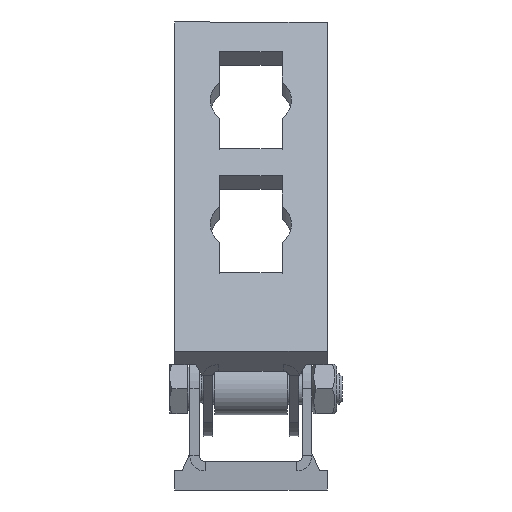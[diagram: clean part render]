
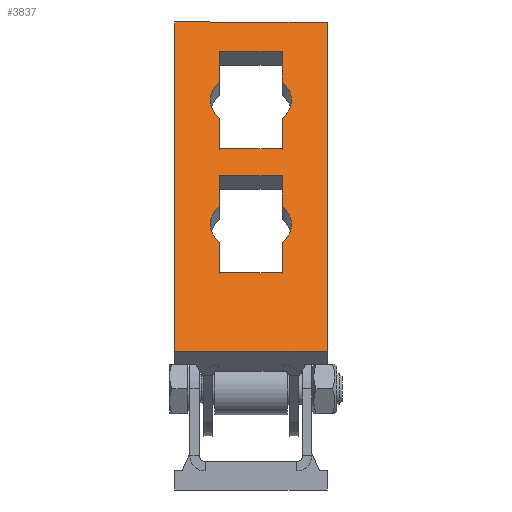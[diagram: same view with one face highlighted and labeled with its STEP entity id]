
A CAD part, left-side view. The second image highlights one B-rep face of the part: STEP entity #3837.
In plain terms, the highlighted planar face has unit normal (-0.707, 0, 0.707).
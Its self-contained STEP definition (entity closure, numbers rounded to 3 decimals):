
#2700=CARTESIAN_POINT('',(-15.077,-20.0,36.399));
#2701=VERTEX_POINT('',#2700);
#2708=CARTESIAN_POINT('',(-15.077,20.0,36.399));
#2709=VERTEX_POINT('',#2708);
#2710=CARTESIAN_POINT('',(-15.077,20.0,36.399));
#2711=DIRECTION('',(0.0,-1.0,0.0));
#2712=VECTOR('',#2711,40.0);
#2713=LINE('',#2710,#2712);
#2714=EDGE_CURVE('',#2709,#2701,#2713,.T.);
#3359=CARTESIAN_POINT('',(30.885,-8.25,82.361));
#3360=VERTEX_POINT('',#3359);
#3367=CARTESIAN_POINT('',(30.885,8.25,82.361));
#3368=VERTEX_POINT('',#3367);
#3369=CARTESIAN_POINT('',(30.885,8.25,82.361));
#3370=DIRECTION('',(0.0,-1.0,0.0));
#3371=VECTOR('',#3370,16.5);
#3372=LINE('',#3369,#3371);
#3373=EDGE_CURVE('',#3368,#3360,#3372,.T.);
#3391=CARTESIAN_POINT('',(22.919,8.25,74.396));
#3392=VERTEX_POINT('',#3391);
#3393=CARTESIAN_POINT('',(22.919,8.25,74.396));
#3394=DIRECTION('',(0.707,0.0,0.707));
#3395=VECTOR('',#3394,11.265);
#3396=LINE('',#3393,#3395);
#3397=EDGE_CURVE('',#3392,#3368,#3396,.T.);
#3415=CARTESIAN_POINT('',(13.395,8.25,64.871));
#3416=VERTEX_POINT('',#3415);
#3417=CARTESIAN_POINT('',(18.157,0.,69.634));
#3418=DIRECTION('',(0.707,0.,-0.707));
#3419=DIRECTION('',(0.447,-0.775,0.447));
#3420=AXIS2_PLACEMENT_3D('',#3417,#3418,#3419);
#3421=CIRCLE('',#3420,10.65);
#3422=EDGE_CURVE('',#3416,#3392,#3421,.T.);
#3440=CARTESIAN_POINT('',(5.429,8.25,56.906));
#3441=VERTEX_POINT('',#3440);
#3442=CARTESIAN_POINT('',(5.429,8.25,56.906));
#3443=DIRECTION('',(0.707,0.0,0.707));
#3444=VECTOR('',#3443,11.265);
#3445=LINE('',#3442,#3444);
#3446=EDGE_CURVE('',#3441,#3416,#3445,.T.);
#3464=CARTESIAN_POINT('',(5.429,-8.25,56.906));
#3465=VERTEX_POINT('',#3464);
#3466=CARTESIAN_POINT('',(5.429,-8.25,56.906));
#3467=DIRECTION('',(0.0,1.0,0.0));
#3468=VECTOR('',#3467,16.5);
#3469=LINE('',#3466,#3468);
#3470=EDGE_CURVE('',#3465,#3441,#3469,.T.);
#3488=CARTESIAN_POINT('',(13.395,-8.25,64.871));
#3489=VERTEX_POINT('',#3488);
#3490=CARTESIAN_POINT('',(13.395,-8.25,64.871));
#3491=DIRECTION('',(-0.707,0.,-0.707));
#3492=VECTOR('',#3491,11.265);
#3493=LINE('',#3490,#3492);
#3494=EDGE_CURVE('',#3489,#3465,#3493,.T.);
#3512=CARTESIAN_POINT('',(22.919,-8.25,74.396));
#3513=VERTEX_POINT('',#3512);
#3514=CARTESIAN_POINT('',(18.157,0.,69.634));
#3515=DIRECTION('',(0.707,0.,-0.707));
#3516=DIRECTION('',(-0.447,0.775,-0.447));
#3517=AXIS2_PLACEMENT_3D('',#3514,#3515,#3516);
#3518=CIRCLE('',#3517,10.65);
#3519=EDGE_CURVE('',#3513,#3489,#3518,.T.);
#3537=CARTESIAN_POINT('',(30.885,-8.25,82.361));
#3538=DIRECTION('',(-0.707,0.0,-0.707));
#3539=VECTOR('',#3538,11.265);
#3540=LINE('',#3537,#3539);
#3541=EDGE_CURVE('',#3360,#3513,#3540,.T.);
#3553=CARTESIAN_POINT('',(37.956,-8.25,89.433));
#3554=VERTEX_POINT('',#3553);
#3561=CARTESIAN_POINT('',(45.921,-8.25,97.398));
#3562=VERTEX_POINT('',#3561);
#3563=CARTESIAN_POINT('',(45.921,-8.25,97.398));
#3564=DIRECTION('',(-0.707,0.,-0.707));
#3565=VECTOR('',#3564,11.265);
#3566=LINE('',#3563,#3565);
#3567=EDGE_CURVE('',#3562,#3554,#3566,.T.);
#3585=CARTESIAN_POINT('',(55.446,-8.25,106.923));
#3586=VERTEX_POINT('',#3585);
#3587=CARTESIAN_POINT('',(50.684,0.,102.16));
#3588=DIRECTION('',(0.707,0.,-0.707));
#3589=DIRECTION('',(0.447,-0.775,0.447));
#3590=AXIS2_PLACEMENT_3D('',#3587,#3588,#3589);
#3591=CIRCLE('',#3590,10.65);
#3592=EDGE_CURVE('',#3586,#3562,#3591,.T.);
#3610=CARTESIAN_POINT('',(63.412,-8.25,114.888));
#3611=VERTEX_POINT('',#3610);
#3612=CARTESIAN_POINT('',(63.412,-8.25,114.888));
#3613=DIRECTION('',(-0.707,0.0,-0.707));
#3614=VECTOR('',#3613,11.265);
#3615=LINE('',#3612,#3614);
#3616=EDGE_CURVE('',#3611,#3586,#3615,.T.);
#3634=CARTESIAN_POINT('',(63.412,8.25,114.888));
#3635=VERTEX_POINT('',#3634);
#3636=CARTESIAN_POINT('',(63.412,8.25,114.888));
#3637=DIRECTION('',(0.0,-1.0,0.0));
#3638=VECTOR('',#3637,16.5);
#3639=LINE('',#3636,#3638);
#3640=EDGE_CURVE('',#3635,#3611,#3639,.T.);
#3658=CARTESIAN_POINT('',(55.446,8.25,106.923));
#3659=VERTEX_POINT('',#3658);
#3660=CARTESIAN_POINT('',(55.446,8.25,106.923));
#3661=DIRECTION('',(0.707,0.0,0.707));
#3662=VECTOR('',#3661,11.265);
#3663=LINE('',#3660,#3662);
#3664=EDGE_CURVE('',#3659,#3635,#3663,.T.);
#3682=CARTESIAN_POINT('',(45.921,8.25,97.398));
#3683=VERTEX_POINT('',#3682);
#3684=CARTESIAN_POINT('',(50.684,0.,102.16));
#3685=DIRECTION('',(0.707,0.,-0.707));
#3686=DIRECTION('',(-0.447,0.775,-0.447));
#3687=AXIS2_PLACEMENT_3D('',#3684,#3685,#3686);
#3688=CIRCLE('',#3687,10.65);
#3689=EDGE_CURVE('',#3683,#3659,#3688,.T.);
#3707=CARTESIAN_POINT('',(37.956,8.25,89.433));
#3708=VERTEX_POINT('',#3707);
#3709=CARTESIAN_POINT('',(37.956,8.25,89.433));
#3710=DIRECTION('',(0.707,0.,0.707));
#3711=VECTOR('',#3710,11.265);
#3712=LINE('',#3709,#3711);
#3713=EDGE_CURVE('',#3708,#3683,#3712,.T.);
#3731=CARTESIAN_POINT('',(37.956,-8.25,89.433));
#3732=DIRECTION('',(0.0,1.0,0.0));
#3733=VECTOR('',#3732,16.5);
#3734=LINE('',#3731,#3733);
#3735=EDGE_CURVE('',#3554,#3708,#3734,.T.);
#3747=CARTESIAN_POINT('',(71.19,20.0,122.667));
#3748=VERTEX_POINT('',#3747);
#3755=CARTESIAN_POINT('',(71.19,-20.0,122.667));
#3756=VERTEX_POINT('',#3755);
#3757=CARTESIAN_POINT('',(71.19,-20.0,122.667));
#3758=DIRECTION('',(0.0,1.0,0.0));
#3759=VECTOR('',#3758,40.0);
#3760=LINE('',#3757,#3759);
#3761=EDGE_CURVE('',#3756,#3748,#3760,.T.);
#3779=CARTESIAN_POINT('',(71.19,20.0,122.667));
#3780=DIRECTION('',(-0.707,0.0,-0.707));
#3781=VECTOR('',#3780,122.);
#3782=LINE('',#3779,#3781);
#3783=EDGE_CURVE('',#3748,#2709,#3782,.T.);
#3796=CARTESIAN_POINT('',(-15.077,-20.0,36.399));
#3797=DIRECTION('',(0.707,0.0,0.707));
#3798=VECTOR('',#3797,122.);
#3799=LINE('',#3796,#3798);
#3800=EDGE_CURVE('',#2701,#3756,#3799,.T.);
#3806=CARTESIAN_POINT('',(28.056,0.,79.533));
#3807=DIRECTION('',(0.707,0.,-0.707));
#3808=DIRECTION('',(0.707,0.,0.707));
#3809=AXIS2_PLACEMENT_3D('',#3806,#3807,#3808);
#3810=PLANE('',#3809);
#3811=ORIENTED_EDGE('',*,*,#3800,.T.);
#3812=ORIENTED_EDGE('',*,*,#3761,.T.);
#3813=ORIENTED_EDGE('',*,*,#3783,.T.);
#3814=ORIENTED_EDGE('',*,*,#2714,.T.);
#3815=EDGE_LOOP('',(#3811,#3812,#3813,#3814));
#3816=FACE_OUTER_BOUND('',#3815,.T.);
#3817=ORIENTED_EDGE('',*,*,#3373,.T.);
#3818=ORIENTED_EDGE('',*,*,#3541,.T.);
#3819=ORIENTED_EDGE('',*,*,#3519,.T.);
#3820=ORIENTED_EDGE('',*,*,#3494,.T.);
#3821=ORIENTED_EDGE('',*,*,#3470,.T.);
#3822=ORIENTED_EDGE('',*,*,#3446,.T.);
#3823=ORIENTED_EDGE('',*,*,#3422,.T.);
#3824=ORIENTED_EDGE('',*,*,#3397,.T.);
#3825=EDGE_LOOP('',(#3817,#3818,#3819,#3820,#3821,#3822,#3823,#3824));
#3826=FACE_BOUND('',#3825,.T.);
#3827=ORIENTED_EDGE('',*,*,#3567,.T.);
#3828=ORIENTED_EDGE('',*,*,#3735,.T.);
#3829=ORIENTED_EDGE('',*,*,#3713,.T.);
#3830=ORIENTED_EDGE('',*,*,#3689,.T.);
#3831=ORIENTED_EDGE('',*,*,#3664,.T.);
#3832=ORIENTED_EDGE('',*,*,#3640,.T.);
#3833=ORIENTED_EDGE('',*,*,#3616,.T.);
#3834=ORIENTED_EDGE('',*,*,#3592,.T.);
#3835=EDGE_LOOP('',(#3827,#3828,#3829,#3830,#3831,#3832,#3833,#3834));
#3836=FACE_BOUND('',#3835,.T.);
#3837=ADVANCED_FACE('',(#3816,#3826,#3836),#3810,.F.);
